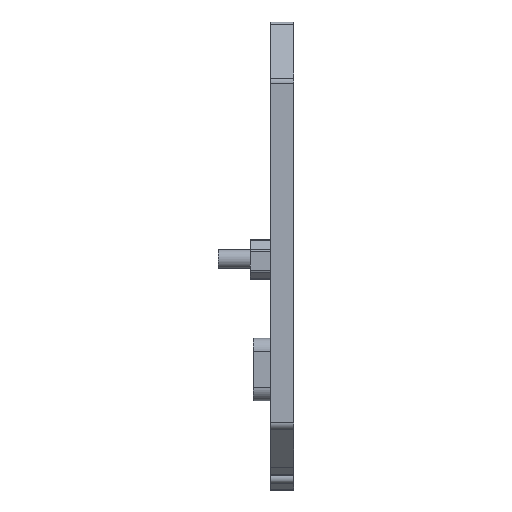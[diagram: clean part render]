
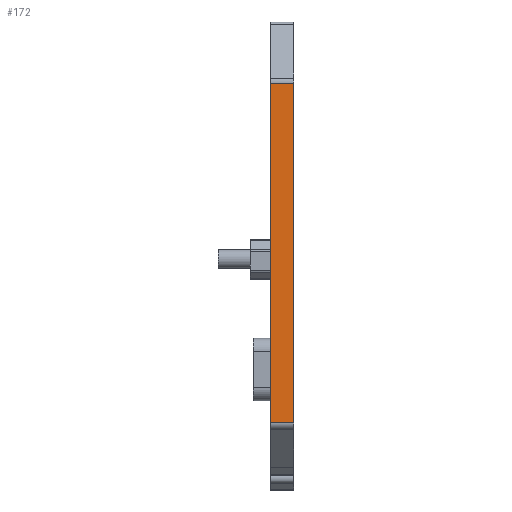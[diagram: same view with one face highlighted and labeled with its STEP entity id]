
A CAD part, left-side view. The second image highlights one B-rep face of the part: STEP entity #172.
In plain terms, the highlighted planar face has unit normal (-1, 0, 0).
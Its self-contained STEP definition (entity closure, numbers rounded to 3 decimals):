
#172 = ADVANCED_FACE( '', ( #394 ), #395, .T. );
#394 = FACE_OUTER_BOUND( '', #667, .T. );
#395 = PLANE( '', #668 );
#667 = EDGE_LOOP( '', ( #1087, #1088, #1089, #1090 ) );
#668 = AXIS2_PLACEMENT_3D( '', #1091, #1092, #1093 );
#1087 = ORIENTED_EDGE( '', *, *, #1736, .T. );
#1088 = ORIENTED_EDGE( '', *, *, #1726, .T. );
#1089 = ORIENTED_EDGE( '', *, *, #1737, .T. );
#1090 = ORIENTED_EDGE( '', *, *, #1738, .T. );
#1091 = CARTESIAN_POINT( '', ( -18.3, 48.995, -7.117 ) );
#1092 = DIRECTION( '', ( -1., 0., 0. ) );
#1093 = DIRECTION( '', ( 0., 0., 1. ) );
#1726 = EDGE_CURVE( '', #2114, #2112, #2115, .F. );
#1736 = EDGE_CURVE( '', #2127, #2114, #2128, .T. );
#1737 = EDGE_CURVE( '', #2112, #2129, #2130, .T. );
#1738 = EDGE_CURVE( '', #2129, #2127, #2131, .T. );
#2112 = VERTEX_POINT( '', #2624 );
#2114 = VERTEX_POINT( '', #2626 );
#2115 = LINE( '', #2627, #2628 );
#2127 = VERTEX_POINT( '', #2641 );
#2128 = LINE( '', #2642, #2643 );
#2129 = VERTEX_POINT( '', #2644 );
#2130 = LINE( '', #2645, #2646 );
#2131 = LINE( '', #2647, #2648 );
#2624 = CARTESIAN_POINT( '', ( -18.3, 1.6, 16.545 ) );
#2626 = CARTESIAN_POINT( '', ( -18.3, 0., 16.545 ) );
#2627 = CARTESIAN_POINT( '', ( -18.3, 48.995, 16.545 ) );
#2628 = VECTOR( '', #3086, 1000. );
#2641 = CARTESIAN_POINT( '', ( -18.3, 0., -6.798 ) );
#2642 = CARTESIAN_POINT( '', ( -18.3, 0., -7.117 ) );
#2643 = VECTOR( '', #3103, 1000. );
#2644 = CARTESIAN_POINT( '', ( -18.3, 1.6, -6.798 ) );
#2645 = CARTESIAN_POINT( '', ( -18.3, 1.6, -7.117 ) );
#2646 = VECTOR( '', #3104, 1000. );
#2647 = CARTESIAN_POINT( '', ( -18.3, 48.995, -6.798 ) );
#2648 = VECTOR( '', #3105, 1000. );
#3086 = DIRECTION( '', ( 0., -1., 0. ) );
#3103 = DIRECTION( '', ( 0., 0., 1. ) );
#3104 = DIRECTION( '', ( 0., 0., -1. ) );
#3105 = DIRECTION( '', ( 0., -1., 0. ) );
